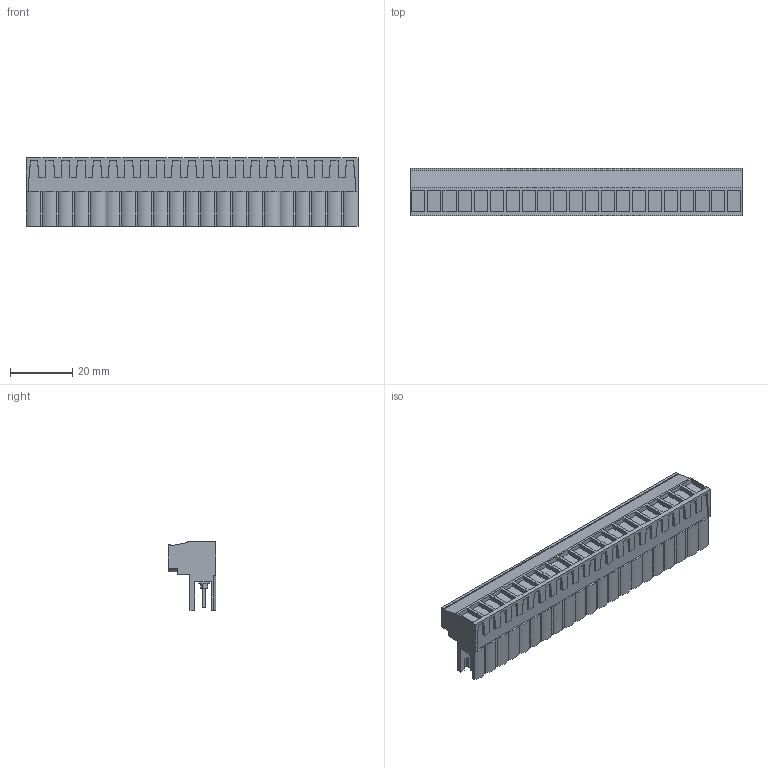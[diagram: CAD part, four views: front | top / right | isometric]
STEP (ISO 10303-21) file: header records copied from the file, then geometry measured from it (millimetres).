
FILE_DESCRIPTION(('CATIA V5 STEP','CAx-IF Rec.Pracs.--- Model Styling and Organization---1.2---2011-12-15'),'2;1');
FILE_NAME ('D1454235_0_1644880000_1644880000.stp','2017-06-01T06:26:40+00:00',('none'),('Weidmueller'),'CATIA Version 5-6 Release 2014','CATIA V5 STEP AP214','none');
FILE_SCHEMA(('AUTOMOTIVE_DESIGN { 1 0 10303 214 1 1 1 1 }'));
Length unit declared in the file: millimetre
Products named in the file (1): 1644880000
Bounding box: 106.68 x 15.3 x 22.05 mm (x, y, z)
Volume: 18178.5 mm3; surface area: 15267 mm2
Topology: 43 solids, 43 shells, 1436 faces, 3914 edges, 2648 vertices
Faces by surface type: plane 1079, cylinder 273, extrusion 84
Entity records: 43663 total; most frequent: CARTESIAN_POINT 10097, ORIENTED_EDGE 7828, DIRECTION 5186, EDGE_CURVE 3914, VECTOR 3198, LINE 3114, VERTEX_POINT 2648, EDGE_LOOP 1562
